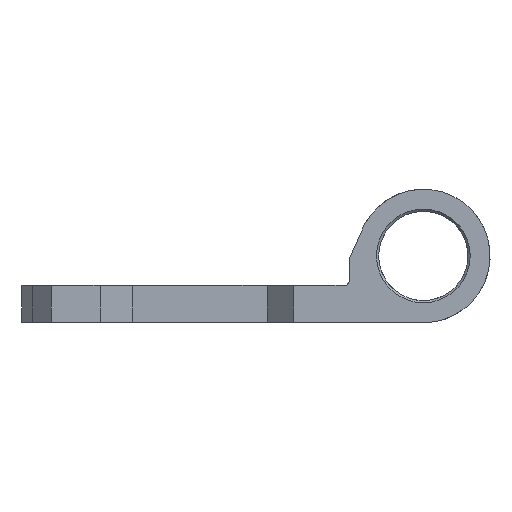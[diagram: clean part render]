
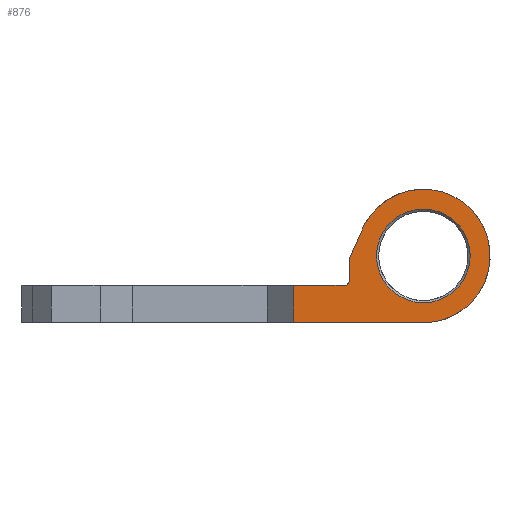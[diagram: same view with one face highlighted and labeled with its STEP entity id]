
A CAD part, front view. The second image highlights one B-rep face of the part: STEP entity #876.
In plain terms, the highlighted planar face has unit normal (0, -1, 0).
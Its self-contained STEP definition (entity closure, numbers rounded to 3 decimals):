
#34=CARTESIAN_POINT('',(82.496,-156.2,11.035));
#35=VERTEX_POINT('',#34);
#58=CARTESIAN_POINT('',(93.066,-156.2,10.954));
#59=VERTEX_POINT('',#58);
#66=CARTESIAN_POINT('',(93.066,-156.2,10.954));
#67=DIRECTION('',(-1.,0.,0.008));
#68=VECTOR('',#67,10.571);
#69=LINE('',#66,#68);
#70=EDGE_CURVE('',#59,#35,#69,.T.);
#80=CARTESIAN_POINT('',(83.166,-156.2,16.5));
#81=VERTEX_POINT('',#80);
#82=CARTESIAN_POINT('',(83.166,-156.2,19.761));
#83=VERTEX_POINT('',#82);
#84=CARTESIAN_POINT('',(83.166,-156.2,16.5));
#85=DIRECTION('',(0.,0.,1.));
#86=VECTOR('',#85,3.26);
#87=LINE('',#84,#86);
#88=EDGE_CURVE('',#81,#83,#87,.T.);
#228=CARTESIAN_POINT('',(102.152,-156.2,19.215));
#229=VERTEX_POINT('',#228);
#245=CARTESIAN_POINT('',(85.126,-156.2,24.215));
#246=VERTEX_POINT('',#245);
#253=CARTESIAN_POINT('',(93.136,-156.2,20.003));
#254=DIRECTION('',(-0.,1.,-0.));
#255=DIRECTION('',(0.,0.,-1.));
#256=AXIS2_PLACEMENT_3D('',#253,#254,#255);
#257=CIRCLE('',#256,9.05);
#258=EDGE_CURVE('',#246,#229,#257,.T.);
#571=CARTESIAN_POINT('',(75.535,-156.2,16.));
#572=VERTEX_POINT('',#571);
#579=CARTESIAN_POINT('',(82.666,-156.2,16.));
#580=VERTEX_POINT('',#579);
#581=CARTESIAN_POINT('',(82.666,-156.2,16.));
#582=DIRECTION('',(-1.,0.,0.));
#583=VECTOR('',#582,7.131);
#584=LINE('',#581,#583);
#585=EDGE_CURVE('',#580,#572,#584,.T.);
#813=CARTESIAN_POINT('',(-0.,-156.2,-0.));
#814=DIRECTION('',(0.,-1.,0.));
#815=DIRECTION('',(0.,0.,-1.));
#816=AXIS2_PLACEMENT_3D('',#813,#814,#815);
#817=PLANE('',#816);
#818=CARTESIAN_POINT('',(93.136,-156.2,13.653));
#819=VERTEX_POINT('',#818);
#820=CARTESIAN_POINT('',(93.136,-156.2,20.003));
#821=DIRECTION('',(-0.,1.,-0.));
#822=DIRECTION('',(0.,0.,-1.));
#823=AXIS2_PLACEMENT_3D('',#820,#821,#822);
#824=CIRCLE('',#823,6.35);
#825=EDGE_CURVE('',#819,#819,#824,.T.);
#826=ORIENTED_EDGE('',*,*,#825,.T.);
#827=EDGE_LOOP('',(#826));
#828=FACE_BOUND('',#827,.T.);
#829=CARTESIAN_POINT('',(93.136,-156.2,20.003));
#830=DIRECTION('',(-0.,1.,-0.));
#831=DIRECTION('',(0.,0.,-1.));
#832=AXIS2_PLACEMENT_3D('',#829,#830,#831);
#833=CIRCLE('',#832,9.05);
#834=EDGE_CURVE('',#229,#59,#833,.T.);
#835=ORIENTED_EDGE('',*,*,#834,.F.);
#836=ORIENTED_EDGE('',*,*,#258,.F.);
#837=CARTESIAN_POINT('',(85.126,-156.2,24.215));
#838=DIRECTION('',(-0.403,0.,-0.915));
#839=VECTOR('',#838,4.866);
#840=LINE('',#837,#839);
#841=EDGE_CURVE('',#246,#83,#840,.T.);
#842=ORIENTED_EDGE('',*,*,#841,.T.);
#843=ORIENTED_EDGE('',*,*,#88,.F.);
#844=CARTESIAN_POINT('',(83.166,-156.2,16.5));
#845=DIRECTION('',(-0.707,0.,-0.707));
#846=VECTOR('',#845,0.707);
#847=LINE('',#844,#846);
#848=EDGE_CURVE('',#81,#580,#847,.T.);
#849=ORIENTED_EDGE('',*,*,#848,.T.);
#850=ORIENTED_EDGE('',*,*,#585,.T.);
#851=CARTESIAN_POINT('',(75.535,-156.2,11.));
#852=VERTEX_POINT('',#851);
#853=CARTESIAN_POINT('',(75.535,-156.2,16.));
#854=DIRECTION('',(-0.,0.,-1.));
#855=VECTOR('',#854,5.);
#856=LINE('',#853,#855);
#857=EDGE_CURVE('',#572,#852,#856,.T.);
#858=ORIENTED_EDGE('',*,*,#857,.T.);
#859=CARTESIAN_POINT('',(82.496,-156.2,11.));
#860=VERTEX_POINT('',#859);
#861=CARTESIAN_POINT('',(75.535,-156.2,11.));
#862=DIRECTION('',(1.,0.,-0.));
#863=VECTOR('',#862,6.961);
#864=LINE('',#861,#863);
#865=EDGE_CURVE('',#852,#860,#864,.T.);
#866=ORIENTED_EDGE('',*,*,#865,.T.);
#867=CARTESIAN_POINT('',(82.496,-156.2,11.035));
#868=DIRECTION('',(0.,0.,-1.));
#869=VECTOR('',#868,0.035);
#870=LINE('',#867,#869);
#871=EDGE_CURVE('',#35,#860,#870,.T.);
#872=ORIENTED_EDGE('',*,*,#871,.F.);
#873=ORIENTED_EDGE('',*,*,#70,.F.);
#874=EDGE_LOOP('',(#835,#836,#842,#843,#849,#850,#858,#866,#872,#873));
#875=FACE_BOUND('',#874,.T.);
#876=ADVANCED_FACE('',(#828,#875),#817,.T.);
